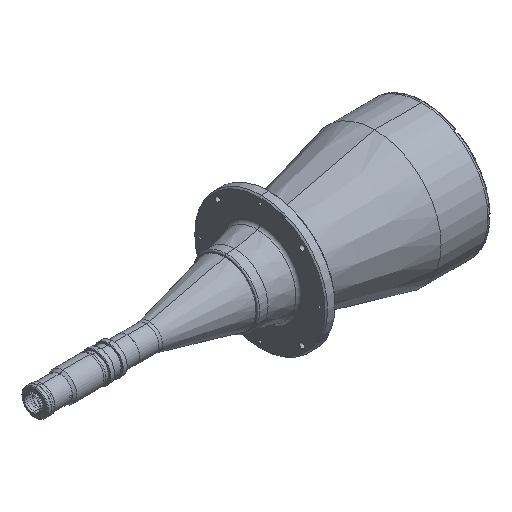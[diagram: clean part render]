
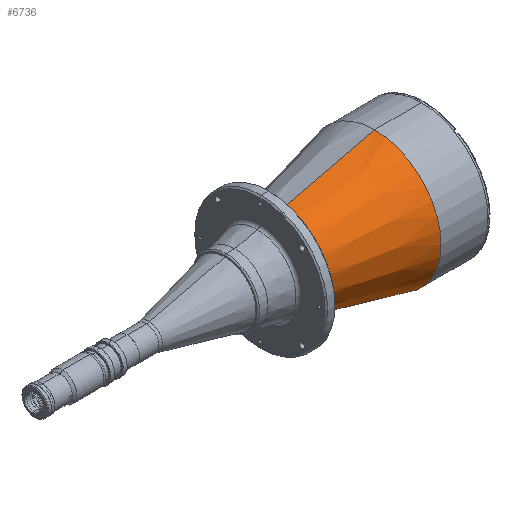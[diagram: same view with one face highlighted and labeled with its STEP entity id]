
A CAD part, isometric view. The second image highlights one B-rep face of the part: STEP entity #6736.
In plain terms, the highlighted conical face has half-angle 13.358 degrees and reference radius 50 mm.
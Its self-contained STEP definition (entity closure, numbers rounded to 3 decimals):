
#103 = VECTOR ( 'NONE', #4825, 1000. ) ;
#319 = LINE ( 'NONE', #6263, #103 ) ;
#396 = CARTESIAN_POINT ( 'NONE',  ( 214.16, 0., 0. ) ) ;
#432 = DIRECTION ( 'NONE',  ( 0., 0., -1. ) ) ;
#555 = CIRCLE ( 'NONE', #8454, 63.995 ) ;
#725 = CARTESIAN_POINT ( 'NONE',  ( 273.094, 0., 63.995 ) ) ;
#893 = EDGE_CURVE ( 'NONE', #5802, #2834, #3191, .T. ) ;
#1000 = CONICAL_SURFACE ( 'NONE', #8451, 50., 0.233 ) ;
#1060 = EDGE_CURVE ( 'NONE', #2104, #2834, #1424, .T. ) ;
#1369 = ORIENTED_EDGE ( 'NONE', *, *, #893, .F. ) ;
#1424 = CIRCLE ( 'NONE', #5366, 100. ) ;
#1761 = CARTESIAN_POINT ( 'NONE',  ( 273.094, 0., 0. ) ) ;
#1982 = VERTEX_POINT ( 'NONE', #8701 ) ;
#2104 = VERTEX_POINT ( 'NONE', #8176 ) ;
#2210 = ORIENTED_EDGE ( 'NONE', *, *, #3744, .T. ) ;
#2502 = DIRECTION ( 'NONE',  ( 0., 0., 1. ) ) ;
#2786 = DIRECTION ( 'NONE',  ( -1., 0., 0. ) ) ;
#2834 = VERTEX_POINT ( 'NONE', #8056 ) ;
#3191 = LINE ( 'NONE', #8436, #6996 ) ;
#3626 = EDGE_CURVE ( 'NONE', #1982, #5802, #555, .T. ) ;
#3744 = EDGE_CURVE ( 'NONE', #1982, #2104, #319, .T. ) ;
#4170 = DIRECTION ( 'NONE',  ( 0.973, 0., 0.231 ) ) ;
#4825 = DIRECTION ( 'NONE',  ( 0.973, 0., -0.231 ) ) ;
#5134 = ORIENTED_EDGE ( 'NONE', *, *, #1060, .T. ) ;
#5366 = AXIS2_PLACEMENT_3D ( 'NONE', #7072, #2786, #7783 ) ;
#5722 = FACE_OUTER_BOUND ( 'NONE', #7206, .T. ) ;
#5802 = VERTEX_POINT ( 'NONE', #725 ) ;
#6263 = CARTESIAN_POINT ( 'NONE',  ( 214.16, 0., -50. ) ) ;
#6736 = ADVANCED_FACE ( 'NONE', ( #5722 ), #1000, .T. ) ;
#6792 = DIRECTION ( 'NONE',  ( -1., 0., 0. ) ) ;
#6996 = VECTOR ( 'NONE', #4170, 1000. ) ;
#7072 = CARTESIAN_POINT ( 'NONE',  ( 424.718, 0., 0. ) ) ;
#7206 = EDGE_LOOP ( 'NONE', ( #1369, #8693, #2210, #5134 ) ) ;
#7783 = DIRECTION ( 'NONE',  ( 0., 0., 1. ) ) ;
#8056 = CARTESIAN_POINT ( 'NONE',  ( 424.718, 0., 100. ) ) ;
#8176 = CARTESIAN_POINT ( 'NONE',  ( 424.718, 0., -100. ) ) ;
#8436 = CARTESIAN_POINT ( 'NONE',  ( 214.16, 0., 50. ) ) ;
#8451 = AXIS2_PLACEMENT_3D ( 'NONE', #396, #8968, #432 ) ;
#8454 = AXIS2_PLACEMENT_3D ( 'NONE', #1761, #6792, #2502 ) ;
#8693 = ORIENTED_EDGE ( 'NONE', *, *, #3626, .F. ) ;
#8701 = CARTESIAN_POINT ( 'NONE',  ( 273.094, 0., -63.995 ) ) ;
#8968 = DIRECTION ( 'NONE',  ( 1., 0., 0. ) ) ;
